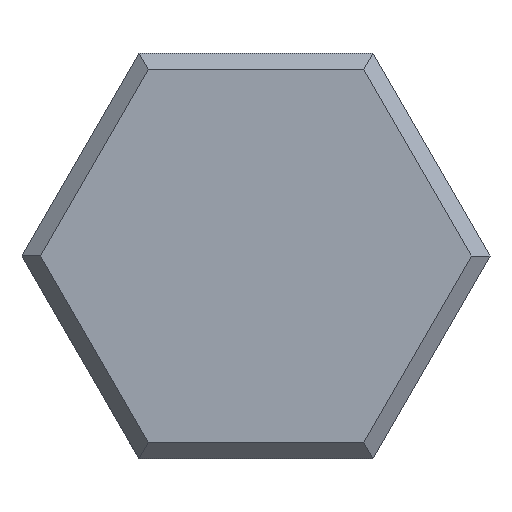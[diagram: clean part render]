
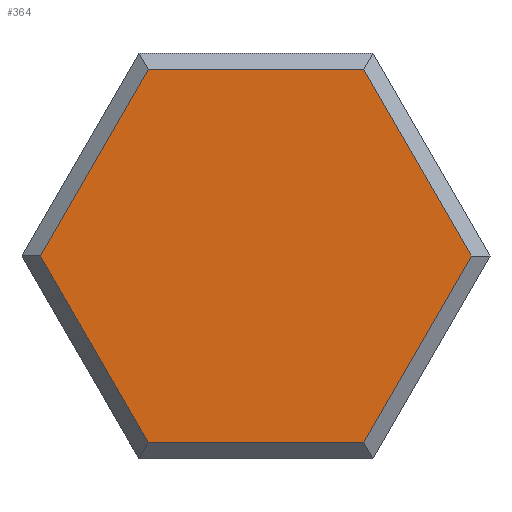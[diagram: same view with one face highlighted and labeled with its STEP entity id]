
A CAD part, front view. The second image highlights one B-rep face of the part: STEP entity #364.
In plain terms, the highlighted planar face has unit normal (0, -1, 0).
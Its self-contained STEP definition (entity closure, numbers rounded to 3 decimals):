
#32=FACE_OUTER_BOUND('',#57,.T.);
#57=EDGE_LOOP('',(#274,#275,#276,#277,#278,#279));
#73=LINE('',#527,#117);
#79=LINE('',#540,#123);
#81=LINE('',#543,#125);
#84=LINE('',#549,#128);
#87=LINE('',#555,#131);
#90=LINE('',#559,#134);
#117=VECTOR('',#425,10.);
#123=VECTOR('',#433,10.);
#125=VECTOR('',#437,10.);
#128=VECTOR('',#442,10.);
#131=VECTOR('',#447,10.);
#134=VECTOR('',#452,10.);
#161=VERTEX_POINT('',#525);
#162=VERTEX_POINT('',#526);
#167=VERTEX_POINT('',#537);
#168=VERTEX_POINT('',#539);
#170=VERTEX_POINT('',#548);
#172=VERTEX_POINT('',#554);
#189=EDGE_CURVE('',#161,#162,#73,.T.);
#195=EDGE_CURVE('',#167,#168,#79,.T.);
#197=EDGE_CURVE('',#162,#167,#81,.T.);
#200=EDGE_CURVE('',#168,#170,#84,.T.);
#203=EDGE_CURVE('',#170,#172,#87,.T.);
#206=EDGE_CURVE('',#172,#161,#90,.T.);
#274=ORIENTED_EDGE('',*,*,#195,.F.);
#275=ORIENTED_EDGE('',*,*,#197,.F.);
#276=ORIENTED_EDGE('',*,*,#189,.F.);
#277=ORIENTED_EDGE('',*,*,#206,.F.);
#278=ORIENTED_EDGE('',*,*,#203,.F.);
#279=ORIENTED_EDGE('',*,*,#200,.F.);
#342=PLANE('',#403);
#364=ADVANCED_FACE('',(#32),#342,.F.);
#403=AXIS2_PLACEMENT_3D('',#576,#468,#469);
#425=DIRECTION('',(-0.5,0.,-0.866));
#433=DIRECTION('',(-0.5,0.,0.866));
#437=DIRECTION('',(-1.,0.,0.));
#442=DIRECTION('',(0.5,0.,0.866));
#447=DIRECTION('',(1.,0.,0.));
#452=DIRECTION('',(0.5,0.,-0.866));
#468=DIRECTION('center_axis',(0.,1.,0.));
#469=DIRECTION('ref_axis',(1.,0.,0.));
#525=CARTESIAN_POINT('',(5.323,0.,0.));
#526=CARTESIAN_POINT('',(2.661,0.,-4.61));
#527=CARTESIAN_POINT('',(4.729,0.,-1.027));
#537=CARTESIAN_POINT('',(-2.661,0.,-4.61));
#539=CARTESIAN_POINT('',(-5.323,0.,0.));
#540=CARTESIAN_POINT('',(-3.254,0.,-3.582));
#543=CARTESIAN_POINT('',(1.475,0.,-4.61));
#548=CARTESIAN_POINT('',(-2.661,0.,4.61));
#549=CARTESIAN_POINT('',(-4.729,0.,1.027));
#554=CARTESIAN_POINT('',(2.661,0.,4.61));
#555=CARTESIAN_POINT('',(-1.475,0.,4.61));
#559=CARTESIAN_POINT('',(3.254,0.,3.582));
#576=CARTESIAN_POINT('Origin',(0.,0.,0.));
